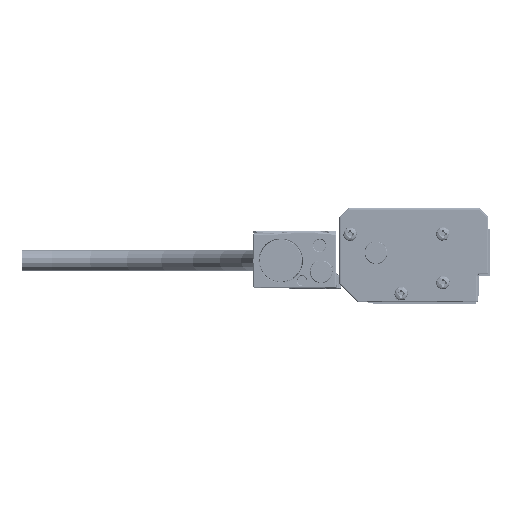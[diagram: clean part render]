
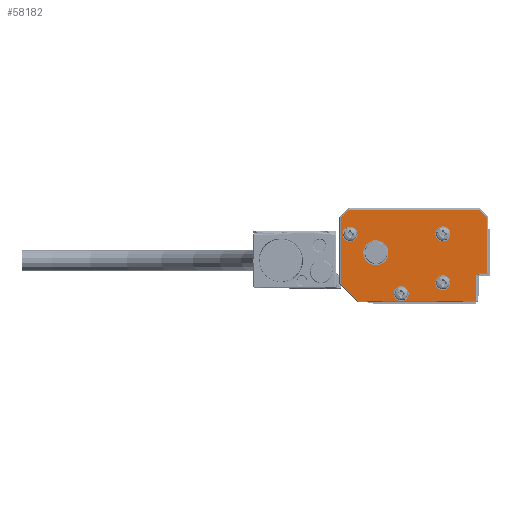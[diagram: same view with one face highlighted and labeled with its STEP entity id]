
A CAD part, left-side view. The second image highlights one B-rep face of the part: STEP entity #58182.
In plain terms, the highlighted planar face has unit normal (-1, 0, 0).
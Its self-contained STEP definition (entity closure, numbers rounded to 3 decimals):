
#57967=AXIS2_PLACEMENT_3D('Circle Axis2P3D',#57965,#57966,$) ;
#57995=AXIS2_PLACEMENT_3D('Circle Axis2P3D',#57993,#57994,$) ;
#58010=AXIS2_PLACEMENT_3D('Plane Axis2P3D',#58007,#58008,#58009) ;
#58014=AXIS2_PLACEMENT_3D('Circle Axis2P3D',#58012,#58013,$) ;
#58021=AXIS2_PLACEMENT_3D('Circle Axis2P3D',#58019,#58020,$) ;
#58028=AXIS2_PLACEMENT_3D('Circle Axis2P3D',#58026,#58027,$) ;
#58040=AXIS2_PLACEMENT_3D('Circle Axis2P3D',#58038,#58039,$) ;
#58112=AXIS2_PLACEMENT_3D('Circle Axis2P3D',#58110,#58111,$) ;
#58121=AXIS2_PLACEMENT_3D('Circle Axis2P3D',#58119,#58120,$) ;
#58130=AXIS2_PLACEMENT_3D('Circle Axis2P3D',#58128,#58129,$) ;
#58139=AXIS2_PLACEMENT_3D('Circle Axis2P3D',#58137,#58138,$) ;
#58148=AXIS2_PLACEMENT_3D('Circle Axis2P3D',#58146,#58147,$) ;
#58157=AXIS2_PLACEMENT_3D('Circle Axis2P3D',#58155,#58156,$) ;
#58166=AXIS2_PLACEMENT_3D('Circle Axis2P3D',#58164,#58165,$) ;
#58175=AXIS2_PLACEMENT_3D('Circle Axis2P3D',#58173,#58174,$) ;
#46895=CARTESIAN_POINT('Vertex',(-3773.,8.4,-1.)) ;
#46897=CARTESIAN_POINT('Vertex',(-3773.,7.,-1.)) ;
#46900=CARTESIAN_POINT('Line Origine',(-3773.,3.5,-1.)) ;
#46904=CARTESIAN_POINT('Vertex',(-3773.,21.793,-1.)) ;
#46916=CARTESIAN_POINT('Vertex',(-3773.,-17.,-1.)) ;
#46919=CARTESIAN_POINT('Line Origine',(-3773.,3.5,-1.)) ;
#57965=CARTESIAN_POINT('Axis2P3D Location',(-3773.,7.7,1.4)) ;
#57969=CARTESIAN_POINT('Vertex',(-3773.,5.2,1.4)) ;
#57990=CARTESIAN_POINT('Vertex',(-3773.,9.894,0.201)) ;
#57993=CARTESIAN_POINT('Axis2P3D Location',(-3773.,7.7,1.4)) ;
#58007=CARTESIAN_POINT('Axis2P3D Location',(-3773.,-21.5,13.5)) ;
#58012=CARTESIAN_POINT('Axis2P3D Location',(-3773.,7.7,1.4)) ;
#58016=CARTESIAN_POINT('Vertex',(-3773.,10.2,1.4)) ;
#58019=CARTESIAN_POINT('Axis2P3D Location',(-3773.,7.7,1.4)) ;
#58023=CARTESIAN_POINT('Vertex',(-3773.,5.506,2.599)) ;
#58026=CARTESIAN_POINT('Axis2P3D Location',(-3773.,7.7,1.4)) ;
#58031=CARTESIAN_POINT('Line Origine',(-3773.,-17.,3.1)) ;
#58035=CARTESIAN_POINT('Vertex',(-3773.,-17.,7.2)) ;
#58038=CARTESIAN_POINT('Axis2P3D Location',(-3773.,-18.,7.2)) ;
#58042=CARTESIAN_POINT('Vertex',(-3773.,-18.,8.2)) ;
#58045=CARTESIAN_POINT('Line Origine',(-3773.,-19.25,8.2)) ;
#58049=CARTESIAN_POINT('Vertex',(-3773.,-20.5,8.2)) ;
#58052=CARTESIAN_POINT('Line Origine',(-3773.,-20.5,17.246)) ;
#58056=CARTESIAN_POINT('Vertex',(-3773.,-20.5,26.293)) ;
#58059=CARTESIAN_POINT('Line Origine',(-3773.,-19.146,27.646)) ;
#58063=CARTESIAN_POINT('Vertex',(-3773.,-17.793,29.)) ;
#58066=CARTESIAN_POINT('Line Origine',(-3773.,3.5,29.)) ;
#58070=CARTESIAN_POINT('Vertex',(-3773.,24.793,29.)) ;
#58073=CARTESIAN_POINT('Line Origine',(-3773.,26.146,27.646)) ;
#58077=CARTESIAN_POINT('Vertex',(-3773.,27.5,26.293)) ;
#58080=CARTESIAN_POINT('Line Origine',(-3773.,27.5,15.5)) ;
#58084=CARTESIAN_POINT('Vertex',(-3773.,27.5,4.707)) ;
#58087=CARTESIAN_POINT('Line Origine',(-3773.,24.646,1.854)) ;
#58110=CARTESIAN_POINT('Axis2P3D Location',(-3773.,-6.,5.)) ;
#58114=CARTESIAN_POINT('Vertex',(-3773.,-3.806,3.801)) ;
#58116=CARTESIAN_POINT('Vertex',(-3773.,-8.194,6.199)) ;
#58119=CARTESIAN_POINT('Axis2P3D Location',(-3773.,-6.,5.)) ;
#58128=CARTESIAN_POINT('Axis2P3D Location',(-3773.,16.,14.8)) ;
#58132=CARTESIAN_POINT('Vertex',(-3773.,11.85,14.8)) ;
#58134=CARTESIAN_POINT('Vertex',(-3773.,20.15,14.8)) ;
#58137=CARTESIAN_POINT('Axis2P3D Location',(-3773.,16.,14.8)) ;
#58146=CARTESIAN_POINT('Axis2P3D Location',(-3773.,-6.,21.)) ;
#58150=CARTESIAN_POINT('Vertex',(-3773.,-8.194,22.199)) ;
#58152=CARTESIAN_POINT('Vertex',(-3773.,-3.806,19.801)) ;
#58155=CARTESIAN_POINT('Axis2P3D Location',(-3773.,-6.,21.)) ;
#58164=CARTESIAN_POINT('Axis2P3D Location',(-3773.,24.5,20.9)) ;
#58168=CARTESIAN_POINT('Vertex',(-3773.,22.306,22.099)) ;
#58170=CARTESIAN_POINT('Vertex',(-3773.,26.694,19.701)) ;
#58173=CARTESIAN_POINT('Axis2P3D Location',(-3773.,24.5,20.9)) ;
#46901=DIRECTION('Vector Direction',(0.,1.,0.)) ;
#46920=DIRECTION('Vector Direction',(0.,1.,0.)) ;
#57966=DIRECTION('Axis2P3D Direction',(-1.,0.,0.)) ;
#57994=DIRECTION('Axis2P3D Direction',(-1.,0.,0.)) ;
#58008=DIRECTION('Axis2P3D Direction',(1.,0.,0.)) ;
#58009=DIRECTION('Axis2P3D XDirection',(0.,1.,0.)) ;
#58013=DIRECTION('Axis2P3D Direction',(1.,0.,0.)) ;
#58020=DIRECTION('Axis2P3D Direction',(1.,0.,0.)) ;
#58027=DIRECTION('Axis2P3D Direction',(1.,0.,0.)) ;
#58032=DIRECTION('Vector Direction',(0.,0.,1.)) ;
#58039=DIRECTION('Axis2P3D Direction',(1.,0.,0.)) ;
#58046=DIRECTION('Vector Direction',(0.,-1.,0.)) ;
#58053=DIRECTION('Vector Direction',(0.,0.,1.)) ;
#58060=DIRECTION('Vector Direction',(0.,-0.707,-0.707)) ;
#58067=DIRECTION('Vector Direction',(0.,1.,0.)) ;
#58074=DIRECTION('Vector Direction',(0.,0.707,-0.707)) ;
#58081=DIRECTION('Vector Direction',(0.,0.,-1.)) ;
#58088=DIRECTION('Vector Direction',(0.,-0.707,-0.707)) ;
#58111=DIRECTION('Axis2P3D Direction',(1.,0.,0.)) ;
#58120=DIRECTION('Axis2P3D Direction',(1.,0.,0.)) ;
#58129=DIRECTION('Axis2P3D Direction',(1.,0.,0.)) ;
#58138=DIRECTION('Axis2P3D Direction',(1.,0.,0.)) ;
#58147=DIRECTION('Axis2P3D Direction',(1.,0.,0.)) ;
#58156=DIRECTION('Axis2P3D Direction',(1.,0.,0.)) ;
#58165=DIRECTION('Axis2P3D Direction',(1.,0.,0.)) ;
#58174=DIRECTION('Axis2P3D Direction',(1.,0.,0.)) ;
#46902=VECTOR('Line Direction',#46901,1.) ;
#46921=VECTOR('Line Direction',#46920,1.) ;
#58033=VECTOR('Line Direction',#58032,1.) ;
#58047=VECTOR('Line Direction',#58046,1.) ;
#58054=VECTOR('Line Direction',#58053,1.) ;
#58061=VECTOR('Line Direction',#58060,1.) ;
#58068=VECTOR('Line Direction',#58067,1.) ;
#58075=VECTOR('Line Direction',#58074,1.) ;
#58082=VECTOR('Line Direction',#58081,1.) ;
#58089=VECTOR('Line Direction',#58088,1.) ;
#58093=ORIENTED_EDGE('',*,*,#57997,.T.) ;
#58094=ORIENTED_EDGE('',*,*,#58018,.T.) ;
#58095=ORIENTED_EDGE('',*,*,#58025,.T.) ;
#58096=ORIENTED_EDGE('',*,*,#58030,.T.) ;
#58097=ORIENTED_EDGE('',*,*,#57971,.T.) ;
#58098=ORIENTED_EDGE('',*,*,#46923,.F.) ;
#58099=ORIENTED_EDGE('',*,*,#58037,.F.) ;
#58100=ORIENTED_EDGE('',*,*,#58044,.F.) ;
#58101=ORIENTED_EDGE('',*,*,#58051,.F.) ;
#58102=ORIENTED_EDGE('',*,*,#58058,.F.) ;
#58103=ORIENTED_EDGE('',*,*,#58065,.F.) ;
#58104=ORIENTED_EDGE('',*,*,#58072,.F.) ;
#58105=ORIENTED_EDGE('',*,*,#58079,.F.) ;
#58106=ORIENTED_EDGE('',*,*,#58086,.F.) ;
#58107=ORIENTED_EDGE('',*,*,#58091,.F.) ;
#58108=ORIENTED_EDGE('',*,*,#46906,.F.) ;
#58125=ORIENTED_EDGE('',*,*,#58118,.T.) ;
#58126=ORIENTED_EDGE('',*,*,#58123,.T.) ;
#58143=ORIENTED_EDGE('',*,*,#58136,.T.) ;
#58144=ORIENTED_EDGE('',*,*,#58141,.T.) ;
#58161=ORIENTED_EDGE('',*,*,#58154,.T.) ;
#58162=ORIENTED_EDGE('',*,*,#58159,.T.) ;
#58179=ORIENTED_EDGE('',*,*,#58172,.T.) ;
#58180=ORIENTED_EDGE('',*,*,#58177,.T.) ;
#58127=FACE_BOUND('',#58124,.T.) ;
#58145=FACE_BOUND('',#58142,.T.) ;
#58163=FACE_BOUND('',#58160,.T.) ;
#58181=FACE_BOUND('',#58178,.T.) ;
#58182=ADVANCED_FACE('\X2\FF8AFF9FFF70FF82\X0\ \X2\FF8EFF9EFF83FF9EFF68FF70\X0\',(#58109,#58127,#58145,#58163,#58181),#58011,.F.) ;
#57968=CIRCLE('generated circle',#57967,2.5) ;
#57996=CIRCLE('generated circle',#57995,2.5) ;
#58015=CIRCLE('generated circle',#58014,2.5) ;
#58022=CIRCLE('generated circle',#58021,2.5) ;
#58029=CIRCLE('generated circle',#58028,2.5) ;
#58041=CIRCLE('generated circle',#58040,1.) ;
#58113=CIRCLE('generated circle',#58112,2.5) ;
#58122=CIRCLE('generated circle',#58121,2.5) ;
#58131=CIRCLE('generated circle',#58130,4.15) ;
#58140=CIRCLE('generated circle',#58139,4.15) ;
#58149=CIRCLE('generated circle',#58148,2.5) ;
#58158=CIRCLE('generated circle',#58157,2.5) ;
#58167=CIRCLE('generated circle',#58166,2.5) ;
#58176=CIRCLE('generated circle',#58175,2.5) ;
#46906=EDGE_CURVE('',#46896,#46905,#46903,.T.) ;
#46923=EDGE_CURVE('',#46917,#46898,#46922,.T.) ;
#57971=EDGE_CURVE('',#57970,#46898,#57968,.F.) ;
#57997=EDGE_CURVE('',#46896,#57991,#57996,.F.) ;
#58018=EDGE_CURVE('',#57991,#58017,#58015,.T.) ;
#58025=EDGE_CURVE('',#58017,#58024,#58022,.T.) ;
#58030=EDGE_CURVE('',#58024,#57970,#58029,.T.) ;
#58037=EDGE_CURVE('',#58036,#46917,#58034,.F.) ;
#58044=EDGE_CURVE('',#58043,#58036,#58041,.F.) ;
#58051=EDGE_CURVE('',#58050,#58043,#58048,.F.) ;
#58058=EDGE_CURVE('',#58057,#58050,#58055,.F.) ;
#58065=EDGE_CURVE('',#58064,#58057,#58062,.T.) ;
#58072=EDGE_CURVE('',#58071,#58064,#58069,.F.) ;
#58079=EDGE_CURVE('',#58078,#58071,#58076,.F.) ;
#58086=EDGE_CURVE('',#58085,#58078,#58083,.F.) ;
#58091=EDGE_CURVE('',#46905,#58085,#58090,.F.) ;
#58118=EDGE_CURVE('',#58115,#58117,#58113,.T.) ;
#58123=EDGE_CURVE('',#58117,#58115,#58122,.T.) ;
#58136=EDGE_CURVE('',#58133,#58135,#58131,.T.) ;
#58141=EDGE_CURVE('',#58135,#58133,#58140,.T.) ;
#58154=EDGE_CURVE('',#58151,#58153,#58149,.T.) ;
#58159=EDGE_CURVE('',#58153,#58151,#58158,.T.) ;
#58172=EDGE_CURVE('',#58169,#58171,#58167,.T.) ;
#58177=EDGE_CURVE('',#58171,#58169,#58176,.T.) ;
#58092=EDGE_LOOP('',(#58093,#58094,#58095,#58096,#58097,#58098,#58099,#58100,#58101,#58102,#58103,#58104,#58105,#58106,#58107,#58108)) ;
#58124=EDGE_LOOP('',(#58125,#58126)) ;
#58142=EDGE_LOOP('',(#58143,#58144)) ;
#58160=EDGE_LOOP('',(#58161,#58162)) ;
#58178=EDGE_LOOP('',(#58179,#58180)) ;
#58109=FACE_OUTER_BOUND('',#58092,.T.) ;
#46903=LINE('Line',#46900,#46902) ;
#46922=LINE('Line',#46919,#46921) ;
#58034=LINE('Line',#58031,#58033) ;
#58048=LINE('Line',#58045,#58047) ;
#58055=LINE('Line',#58052,#58054) ;
#58062=LINE('Line',#58059,#58061) ;
#58069=LINE('Line',#58066,#58068) ;
#58076=LINE('Line',#58073,#58075) ;
#58083=LINE('Line',#58080,#58082) ;
#58090=LINE('Line',#58087,#58089) ;
#58011=PLANE('Plane',#58010) ;
#46896=VERTEX_POINT('',#46895) ;
#46898=VERTEX_POINT('',#46897) ;
#46905=VERTEX_POINT('',#46904) ;
#46917=VERTEX_POINT('',#46916) ;
#57970=VERTEX_POINT('',#57969) ;
#57991=VERTEX_POINT('',#57990) ;
#58017=VERTEX_POINT('',#58016) ;
#58024=VERTEX_POINT('',#58023) ;
#58036=VERTEX_POINT('',#58035) ;
#58043=VERTEX_POINT('',#58042) ;
#58050=VERTEX_POINT('',#58049) ;
#58057=VERTEX_POINT('',#58056) ;
#58064=VERTEX_POINT('',#58063) ;
#58071=VERTEX_POINT('',#58070) ;
#58078=VERTEX_POINT('',#58077) ;
#58085=VERTEX_POINT('',#58084) ;
#58115=VERTEX_POINT('',#58114) ;
#58117=VERTEX_POINT('',#58116) ;
#58133=VERTEX_POINT('',#58132) ;
#58135=VERTEX_POINT('',#58134) ;
#58151=VERTEX_POINT('',#58150) ;
#58153=VERTEX_POINT('',#58152) ;
#58169=VERTEX_POINT('',#58168) ;
#58171=VERTEX_POINT('',#58170) ;
